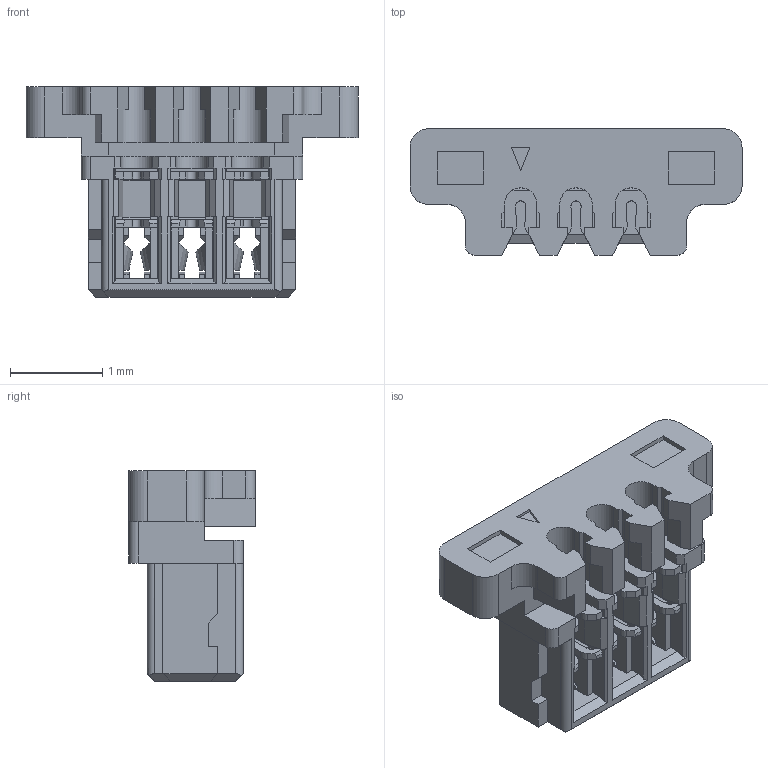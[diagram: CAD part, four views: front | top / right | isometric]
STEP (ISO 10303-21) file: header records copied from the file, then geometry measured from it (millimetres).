
FILE_DESCRIPTION(('CoCreate Modeling STEP Export'),'2;1');
FILE_NAME('WB0611H-03E.stp','2021-09-09T11:31:18',(''),(''),'CoCreate Modeling STEP processor for AP214 (Solid Model)','CoCreate Modeling 16.00 13-May-2008 (C) Parametric Technology GmbH','');
FILE_SCHEMA(('AUTOMOTIVE_DESIGN { 1 0 10303 214 1 1 1 1 }'));
Length unit declared in the file: millimetre
Products named in the file (2): WB0611H-03XXX-E
Assembly tree (1 placements, depth 2):
  WB0611H-03XXX-E
    WB0611H-03XXX-E
Bounding box: 3.6 x 1.37 x 2.28 mm (x, y, z)
Volume: 4.5 mm3; surface area: 43.5 mm2
Topology: 1 solids, 1 shells, 577 faces, 1656 edges, 1068 vertices
Faces by surface type: plane 447, cylinder 106, bspline 24
Entity records: 18752 total; most frequent: CARTESIAN_POINT 3459, ORIENTED_EDGE 3312, DIRECTION 2813, EDGE_CURVE 1656, VECTOR 1369, LINE 1369, VERTEX_POINT 1068, AXIS2_PLACEMENT_3D 722
